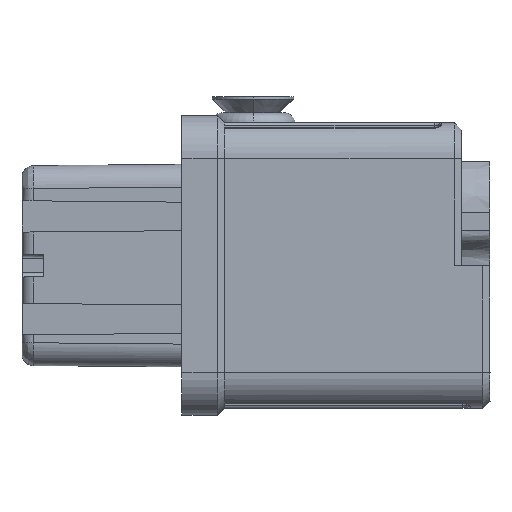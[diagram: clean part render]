
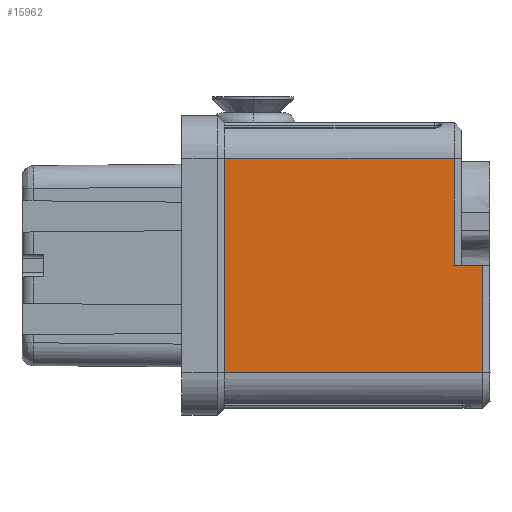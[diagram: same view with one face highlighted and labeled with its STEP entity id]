
A CAD part, left-side view. The second image highlights one B-rep face of the part: STEP entity #15962.
In plain terms, the highlighted planar face has unit normal (-1, 0, 0).
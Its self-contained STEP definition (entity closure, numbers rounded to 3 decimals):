
#3408=DIRECTION('',(0.,1.,0.003));
#3409=VECTOR('',#3408,2.);
#3410=CARTESIAN_POINT('',(-10.,-21.1,-0.005));
#3411=LINE('',#3410,#3409);
#3631=DIRECTION('',(0.,0.,-1.));
#3632=VECTOR('',#3631,7.495);
#3633=CARTESIAN_POINT('',(-10.,-21.1,-0.005));
#3634=LINE('',#3633,#3632);
#3635=DIRECTION('',(0.,-1.,0.));
#3636=VECTOR('',#3635,18.1);
#3637=CARTESIAN_POINT('',(-10.,-3.,
-7.5));
#3638=LINE('',#3637,#3636);
#3639=DIRECTION('',(0.,0.,1.));
#3640=VECTOR('',#3639,15.);
#3641=CARTESIAN_POINT('',(-10.,-3.,
-7.5));
#3642=LINE('',#3641,#3640);
#3643=DIRECTION('',(0.,-1.,0.));
#3644=VECTOR('',#3643,16.1);
#3645=CARTESIAN_POINT('',(-10.,-3.,7.5));
#3646=LINE('',#3645,#3644);
#3647=DIRECTION('',(0.,0.,1.));
#3648=VECTOR('',#3647,7.498);
#3649=CARTESIAN_POINT('',(-10.,-19.1,0.002));
#3650=LINE('',#3649,#3648);
#7393=CARTESIAN_POINT('',(-10.,-19.1,0.002));
#7395=VERTEX_POINT('',#7393);
#7414=CARTESIAN_POINT('',(-10.,-21.1,-7.5));
#7415=VERTEX_POINT('',#7414);
#7418=CARTESIAN_POINT('',(-10.,-21.1,-0.005));
#7419=VERTEX_POINT('',#7418);
#7525=CARTESIAN_POINT('',(-10.,-19.1,
7.5));
#7526=VERTEX_POINT('',#7525);
#7815=CARTESIAN_POINT('',(-10.,-3.,
-7.5));
#7816=VERTEX_POINT('',#7815);
#7817=CARTESIAN_POINT('',(-10.,-3.,7.5));
#7818=VERTEX_POINT('',#7817);
#15949=CARTESIAN_POINT('',(-10.,-21.6,-10.));
#15950=DIRECTION('',(1.,0.,0.));
#15951=DIRECTION('',(0.,0.,1.));
#15952=AXIS2_PLACEMENT_3D('',#15949,#15950,#15951);
#15953=PLANE('',#15952);
#15954=ORIENTED_EDGE('',*,*,#15936,.T.);
#15955=ORIENTED_EDGE('',*,*,#14644,.F.);
#15956=ORIENTED_EDGE('',*,*,#14728,.T.);
#15957=ORIENTED_EDGE('',*,*,#14777,.T.);
#15958=ORIENTED_EDGE('',*,*,#15298,.F.);
#15959=ORIENTED_EDGE('',*,*,#15322,.F.);
#15960=EDGE_LOOP('',(#15954,#15955,#15956,#15957,#15958,#15959));
#15961=FACE_OUTER_BOUND('',#15960,.F.);
#14644=EDGE_CURVE('',#7816,#7415,#3638,.T.);
#14728=EDGE_CURVE('',#7816,#7818,#3642,.T.);
#14777=EDGE_CURVE('',#7818,#7526,#3646,.T.);
#15298=EDGE_CURVE('',#7395,#7526,#3650,.T.);
#15322=EDGE_CURVE('',#7419,#7395,#3411,.T.);
#15936=EDGE_CURVE('',#7419,#7415,#3634,.T.);
#15962=ADVANCED_FACE('',(#15961),#15953,.F.);
